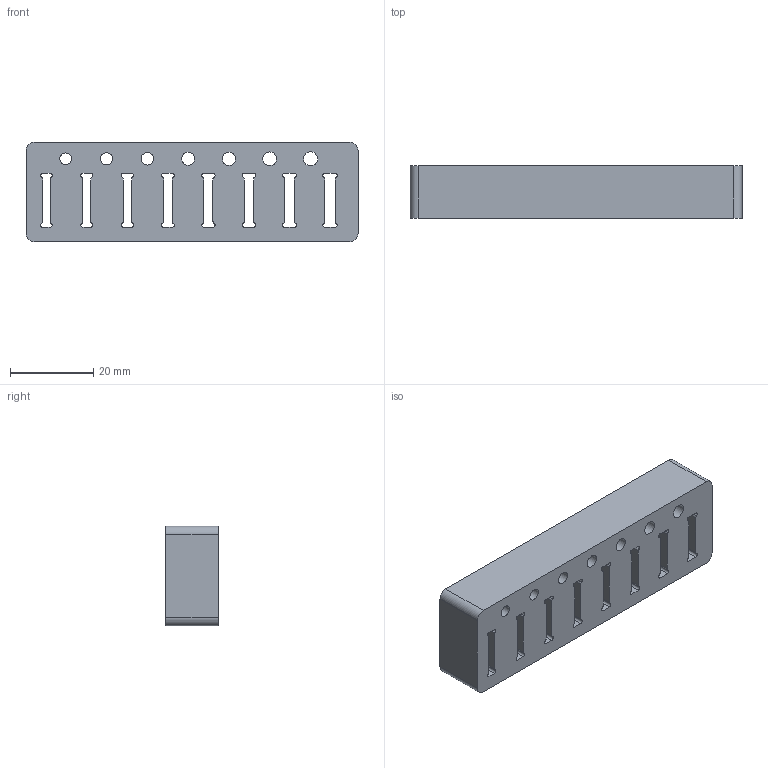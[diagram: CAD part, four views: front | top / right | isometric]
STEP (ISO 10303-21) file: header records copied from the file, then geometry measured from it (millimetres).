
FILE_DESCRIPTION(/* description */ (''),/* implementation_level */ '2;1');
FILE_NAME(/* name */ 'Belt_Slot_Test.stp',/* time_stamp */ '2020-12-01T15:55:46-08:00',/* author */ (''),/* organization */ (''),/* preprocessor_version */ 'ST-DEVELOPER v18.1',/* originating_system */ 'Autodesk Translation Framework v9.3.0.1241',/* authorisation */ '');
FILE_SCHEMA (('AUTOMOTIVE_DESIGN { 1 0 10303 214 3 1 1 }'));
Length unit declared in the file: millimetre
Products named in the file (1): STP:Misc/Belt_Slot_Test
Bounding box: 80 x 12.7 x 24 mm (x, y, z)
Volume: 20659.9 mm3; surface area: 9989.4 mm2
Topology: 1 solids, 1 shells, 110 faces, 324 edges, 216 vertices
Faces by surface type: cylinder 72, plane 38
Full cylindrical faces by diameter (mm): 2.8 x1, 2.9 x1, 3 x1, 3.1 x1, 3.2 x1, 3.3 x1, 3.4 x1
Entity records: 3825 total; most frequent: DIRECTION 690, CARTESIAN_POINT 651, ORIENTED_EDGE 648, EDGE_CURVE 324, AXIS2_PLACEMENT_3D 255, VERTEX_POINT 216, LINE 180, VECTOR 180
